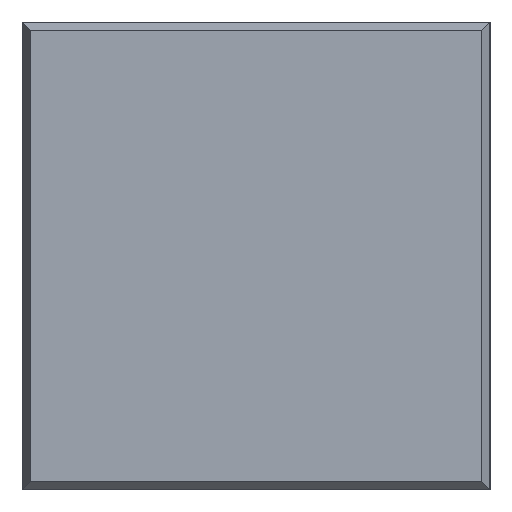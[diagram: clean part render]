
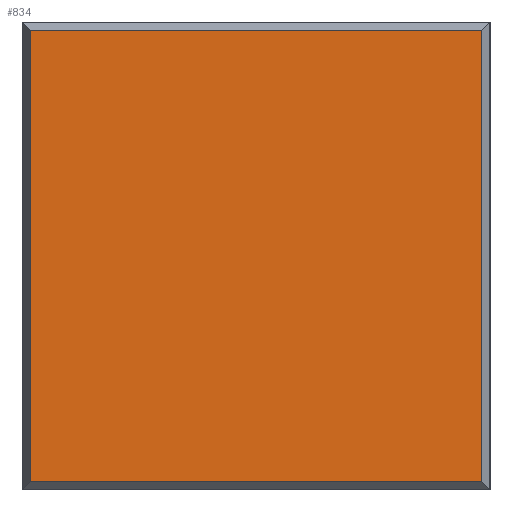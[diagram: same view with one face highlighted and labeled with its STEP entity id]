
A CAD part, left-side view. The second image highlights one B-rep face of the part: STEP entity #834.
In plain terms, the highlighted planar face has unit normal (-1, 0, 0).
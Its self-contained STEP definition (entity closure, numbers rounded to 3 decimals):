
#834=ADVANCED_FACE($,(#840),#835,.F.);
#835=PLANE($,#836);
#836=AXIS2_PLACEMENT_3D($,#837,#838,#839);
#837=CARTESIAN_POINT('Origin',(-0.500,0.241,0.009));
#838=DIRECTION('center_axis',(1.000,0.000,0.000));
#839=DIRECTION('ref_axis',(0.000,0.000,1.000));
#840=FACE_OUTER_BOUND($,#841,.T.);
#841=EDGE_LOOP($,(#842,#852,#862,#872));
#842=ORIENTED_EDGE($,*,*,#843,.F.);
#843=EDGE_CURVE($,#844,#846,#848,.T.);
#844=VERTEX_POINT($,#845);
#845=CARTESIAN_POINT('',(-0.500,-0.241,0.009));
#846=VERTEX_POINT($,#847);
#847=CARTESIAN_POINT('',(-0.500,0.241,0.009));
#848=LINE($,#849,#850);
#849=CARTESIAN_POINT($,(-0.500,-0.241,0.009));
#850=VECTOR($,#851,0.483);
#851=DIRECTION($,(0.000,1.000,0.000));
#852=ORIENTED_EDGE($,*,*,#853,.F.);
#853=EDGE_CURVE($,#854,#856,#858,.T.);
#854=VERTEX_POINT($,#855);
#855=CARTESIAN_POINT('',(-0.500,-0.241,0.491));
#856=VERTEX_POINT($,#845);
#858=LINE($,#859,#860);
#859=CARTESIAN_POINT($,(-0.500,-0.241,0.491));
#860=VECTOR($,#861,0.483);
#861=DIRECTION($,(0.000,0.000,-1.000));
#862=ORIENTED_EDGE($,*,*,#863,.F.);
#863=EDGE_CURVE($,#864,#866,#868,.T.);
#864=VERTEX_POINT($,#865);
#865=CARTESIAN_POINT('',(-0.500,0.241,0.491));
#866=VERTEX_POINT($,#855);
#868=LINE($,#869,#870);
#869=CARTESIAN_POINT($,(-0.500,0.241,0.491));
#870=VECTOR($,#871,0.483);
#871=DIRECTION($,(0.000,-1.000,0.000));
#872=ORIENTED_EDGE($,*,*,#873,.F.);
#873=EDGE_CURVE($,#874,#876,#878,.T.);
#874=VERTEX_POINT($,#847);
#876=VERTEX_POINT($,#865);
#878=LINE($,#879,#880);
#879=CARTESIAN_POINT($,(-0.500,0.241,0.009));
#880=VECTOR($,#881,0.483);
#881=DIRECTION($,(0.000,0.000,1.000));
